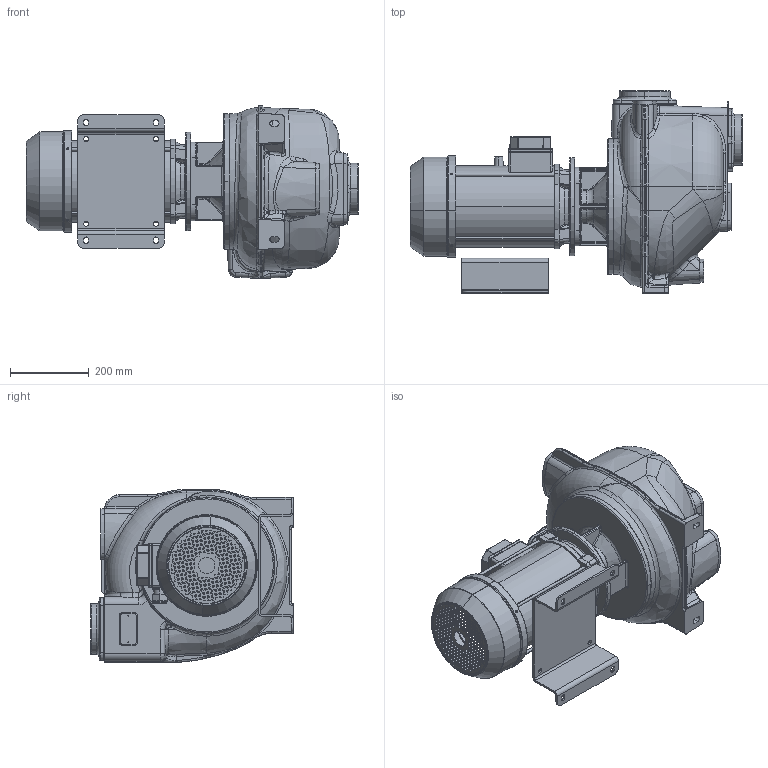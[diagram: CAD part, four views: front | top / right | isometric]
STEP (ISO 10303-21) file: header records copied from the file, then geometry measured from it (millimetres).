
FILE_DESCRIPTION((''),'2;1');
FILE_NAME('0000091877','2022-10-18T16:46:07',('Nicola'),(''),'CREO PARAMETRIC BY PTC INC, 2020354','CREO PARAMETRIC BY PTC INC, 2020354','');
FILE_SCHEMA(('CONFIG_CONTROL_DESIGN'));
Products named in the file (1): 0000091877
Bounding box: 845.5 x 515 x 440.67 mm (x, y, z)
Volume: 55465630.3 mm3; surface area: 1867344.3 mm2
Topology: 8 solids, 8 shells, 2513 faces, 6642 edges, 4160 vertices
Faces by surface type: plane 1317, cylinder 560, bspline 318, torus 177, cone 105, sphere 26, extrusion 10
Entity records: 99898 total; most frequent: CARTESIAN_POINT 39020, ORIENTED_EDGE 13182, DIRECTION 11558, EDGE_CURVE 6591, VERTEX_POINT 4160, VECTOR 4104, LINE 4094, AXIS2_PLACEMENT_3D 3727
